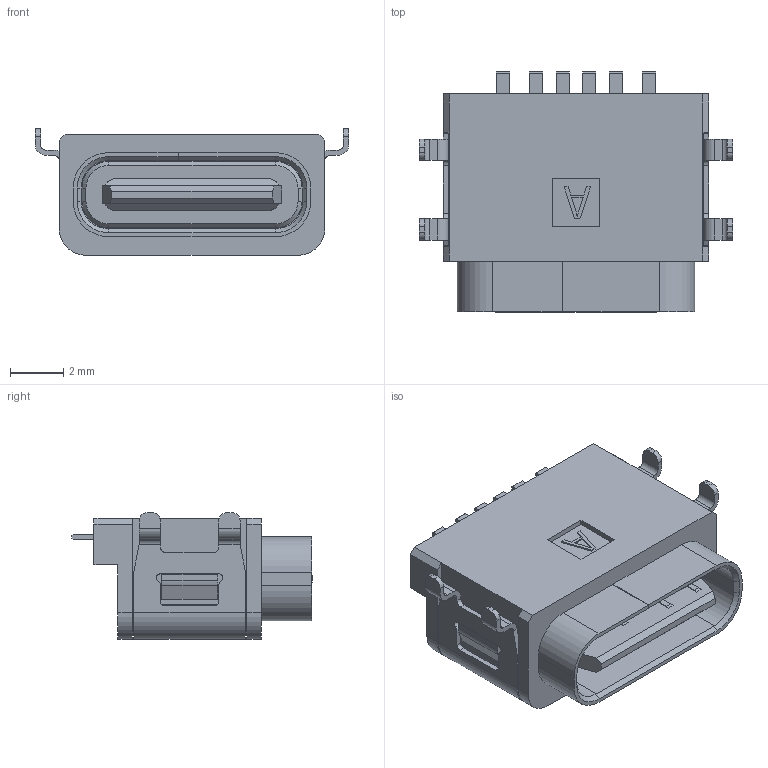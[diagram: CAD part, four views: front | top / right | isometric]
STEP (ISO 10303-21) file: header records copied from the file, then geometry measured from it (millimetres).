
FILE_DESCRIPTION((''),'2;1');
FILE_NAME('HOUSING_31_9_43_4_2_5','2021-03-30T',('燠漆顫'),(''),'PRO/ENGINEER BY PARAMETRIC TECHNOLOGY CORPORATION, 2009090','PRO/ENGINEER BY PARAMETRIC TECHNOLOGY CORPORATION, 2009090','');
FILE_SCHEMA(('CONFIG_CONTROL_DESIGN'));
Length unit declared in the file: millimetre
Products named in the file (1): HOUSING_31_9_43_4_2_5
Bounding box: 11.8 x 9.04 x 4.76 mm (x, y, z)
Volume: 228.6 mm3; surface area: 680.9 mm2
Topology: 2 solids, 2 shells, 487 faces, 1352 edges, 884 vertices
Faces by surface type: plane 398, cylinder 81, cone 8
Entity records: 15402 total; most frequent: CARTESIAN_POINT 2753, ORIENTED_EDGE 2704, DIRECTION 2492, EDGE_CURVE 1352, VECTOR 1170, LINE 1170, VERTEX_POINT 884, AXIS2_PLACEMENT_3D 661
